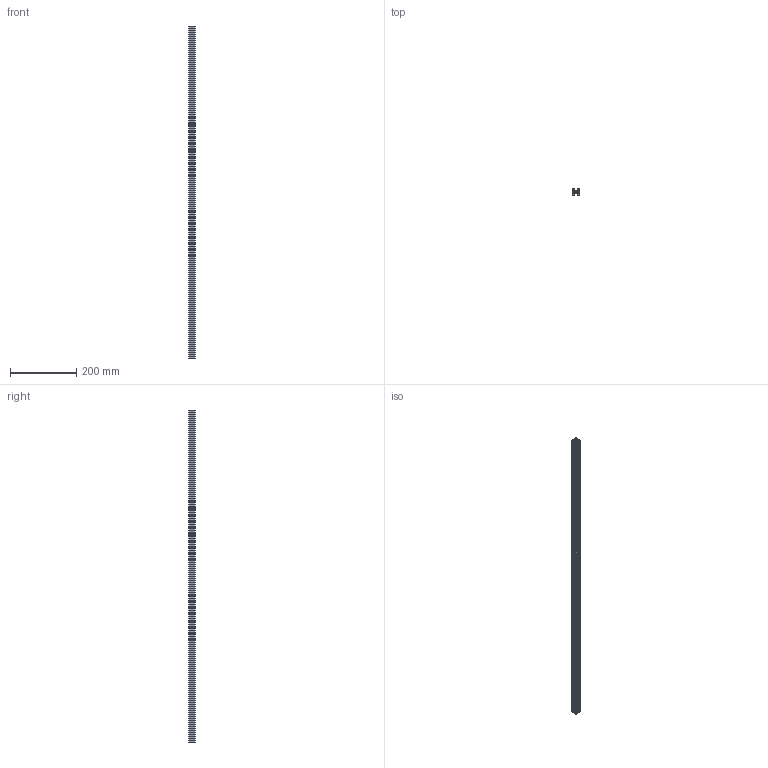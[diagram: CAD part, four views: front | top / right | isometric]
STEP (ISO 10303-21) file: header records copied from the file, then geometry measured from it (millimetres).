
FILE_DESCRIPTION (( 'STEP AP214' ), '1' );
FILE_NAME ('222SH Êîíñòðóêöèîííûé ïðîôèëü 20õ20SH.STEP', '2019-04-03T12:33:57', ( 'Ïîëüçîâàòåëü Windows' ), ( '' ), 'SwSTEP 2.0', 'SolidWorks 2018', '' );
FILE_SCHEMA (( 'AUTOMOTIVE_DESIGN' ));
Length unit declared in the file: millimetre
Products named in the file (1): 222SH Êîíñòðóêöèîííûé ïðîôèëü 20õ20SH
Bounding box: 20 x 20 x 1000 mm (x, y, z)
Volume: 184054.7 mm3; surface area: 160371.3 mm2
Topology: 1 solids, 1 shells, 136 faces, 402 edges, 268 vertices
Faces by surface type: plane 74, cylinder 62
Entity records: 4608 total; most frequent: CARTESIAN_POINT 807, ORIENTED_EDGE 804, DIRECTION 800, EDGE_CURVE 402, LINE 278, VECTOR 278, VERTEX_POINT 268, AXIS2_PLACEMENT_3D 261
